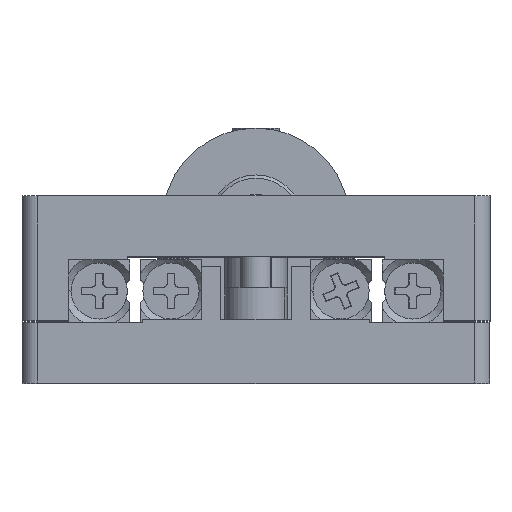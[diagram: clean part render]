
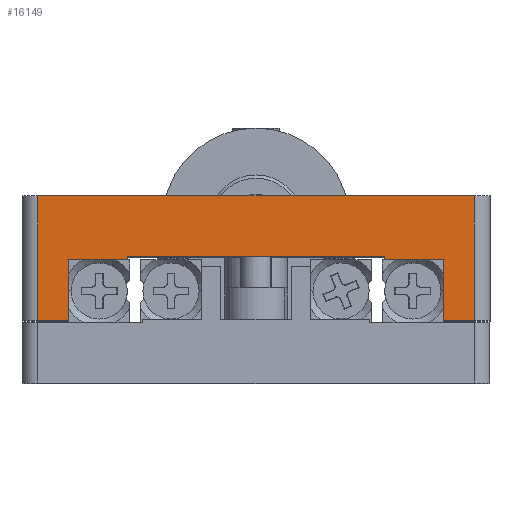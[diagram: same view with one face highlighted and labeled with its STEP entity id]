
A CAD part, top view. The second image highlights one B-rep face of the part: STEP entity #16149.
In plain terms, the highlighted planar face has unit normal (0, 0, 1).
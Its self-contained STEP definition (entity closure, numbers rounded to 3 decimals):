
#852 = EDGE_CURVE ( 'NONE', #7173, #27924, #14980, .T. ) ;
#867 = LINE ( 'NONE', #4255, #27581 ) ;
#900 = CARTESIAN_POINT ( 'NONE',  ( 8.25, 7.9, 15. ) ) ;
#1510 = ORIENTED_EDGE ( 'NONE', *, *, #2194, .F. ) ;
#2194 = EDGE_CURVE ( 'NONE', #22588, #7173, #28081, .T. ) ;
#2284 = FACE_OUTER_BOUND ( 'NONE', #17399, .T. ) ;
#2319 = LINE ( 'NONE', #17921, #13823 ) ;
#2332 = CARTESIAN_POINT ( 'NONE',  ( -12., 4., 15. ) ) ;
#2398 = VERTEX_POINT ( 'NONE', #13172 ) ;
#2903 = EDGE_CURVE ( 'NONE', #5732, #20485, #14204, .T. ) ;
#3042 = CARTESIAN_POINT ( 'NONE',  ( 12., 4., 15. ) ) ;
#3205 = EDGE_CURVE ( 'NONE', #2398, #17137, #24759, .T. ) ;
#3576 = EDGE_CURVE ( 'NONE', #27590, #18443, #7040, .T. ) ;
#3750 = LINE ( 'NONE', #9673, #22156 ) ;
#3927 = CARTESIAN_POINT ( 'NONE',  ( 14., 4., 15. ) ) ;
#3950 = LINE ( 'NONE', #10851, #5399 ) ;
#4084 = VERTEX_POINT ( 'NONE', #25210 ) ;
#4255 = CARTESIAN_POINT ( 'NONE',  ( -12., 7.9, 15. ) ) ;
#4256 = EDGE_CURVE ( 'NONE', #28911, #27590, #2319, .T. ) ;
#4498 = CARTESIAN_POINT ( 'NONE',  ( -15., 4., 15. ) ) ;
#5399 = VECTOR ( 'NONE', #20228, 1000. ) ;
#5732 = VERTEX_POINT ( 'NONE', #2332 ) ;
#7040 = LINE ( 'NONE', #27656, #24728 ) ;
#7173 = VERTEX_POINT ( 'NONE', #23025 ) ;
#7292 = LINE ( 'NONE', #24216, #8415 ) ;
#7946 = ORIENTED_EDGE ( 'NONE', *, *, #9189, .F. ) ;
#8415 = VECTOR ( 'NONE', #17068, 1000. ) ;
#9189 = EDGE_CURVE ( 'NONE', #4084, #5732, #3950, .T. ) ;
#9673 = CARTESIAN_POINT ( 'NONE',  ( 14., 12., 15. ) ) ;
#10375 = DIRECTION ( 'NONE',  ( 0., 1., 0. ) ) ;
#10851 = CARTESIAN_POINT ( 'NONE',  ( -12., 7.9, 15. ) ) ;
#11011 = VECTOR ( 'NONE', #10375, 1000. ) ;
#11102 = ORIENTED_EDGE ( 'NONE', *, *, #2903, .F. ) ;
#11434 = DIRECTION ( 'NONE',  ( -1., 0., 0. ) ) ;
#11883 = DIRECTION ( 'NONE',  ( 0., 1., 0. ) ) ;
#11923 = VECTOR ( 'NONE', #14970, 1000. ) ;
#12195 = VECTOR ( 'NONE', #24017, 1000. ) ;
#12881 = CARTESIAN_POINT ( 'NONE',  ( 8.25, 7.9, 15. ) ) ;
#13018 = EDGE_CURVE ( 'NONE', #17133, #4084, #867, .T. ) ;
#13172 = CARTESIAN_POINT ( 'NONE',  ( -14., 12., 15. ) ) ;
#13302 = DIRECTION ( 'NONE',  ( 0., -1., 0. ) ) ;
#13597 = CARTESIAN_POINT ( 'NONE',  ( -14., 4., 15. ) ) ;
#13616 = ORIENTED_EDGE ( 'NONE', *, *, #4256, .F. ) ;
#13823 = VECTOR ( 'NONE', #29657, 1000. ) ;
#14204 = LINE ( 'NONE', #4498, #23814 ) ;
#14416 = DIRECTION ( 'NONE',  ( 0., 0., 1. ) ) ;
#14619 = PLANE ( 'NONE',  #17307 ) ;
#14970 = DIRECTION ( 'NONE',  ( -1., 0., 0. ) ) ;
#14980 = LINE ( 'NONE', #26303, #11011 ) ;
#15716 = DIRECTION ( 'NONE',  ( 1., 0., 0. ) ) ;
#16086 = VECTOR ( 'NONE', #15716, 1000. ) ;
#16149 = ADVANCED_FACE ( 'NONE', ( #2284 ), #14619, .T. ) ;
#17068 = DIRECTION ( 'NONE',  ( 0., -1., 0. ) ) ;
#17084 = ORIENTED_EDGE ( 'NONE', *, *, #28367, .T. ) ;
#17133 = VERTEX_POINT ( 'NONE', #25263 ) ;
#17137 = VERTEX_POINT ( 'NONE', #20011 ) ;
#17221 = LINE ( 'NONE', #13597, #29444 ) ;
#17307 = AXIS2_PLACEMENT_3D ( 'NONE', #900, #14416, #25927 ) ;
#17399 = EDGE_LOOP ( 'NONE', ( #21225, #17084, #11102, #7946, #25596, #18538, #18705, #13616, #23735, #18092, #1510, #26056 ) ) ;
#17921 = CARTESIAN_POINT ( 'NONE',  ( 8.25, 8.1, 15. ) ) ;
#18092 = ORIENTED_EDGE ( 'NONE', *, *, #852, .F. ) ;
#18443 = VERTEX_POINT ( 'NONE', #21377 ) ;
#18476 = DIRECTION ( 'NONE',  ( -1., 0., 0. ) ) ;
#18538 = ORIENTED_EDGE ( 'NONE', *, *, #21785, .F. ) ;
#18705 = ORIENTED_EDGE ( 'NONE', *, *, #3576, .F. ) ;
#20011 = CARTESIAN_POINT ( 'NONE',  ( 14., 12., 15. ) ) ;
#20228 = DIRECTION ( 'NONE',  ( 0., -1., 0. ) ) ;
#20485 = VERTEX_POINT ( 'NONE', #29331 ) ;
#20582 = LINE ( 'NONE', #21641, #11923 ) ;
#21225 = ORIENTED_EDGE ( 'NONE', *, *, #3205, .F. ) ;
#21377 = CARTESIAN_POINT ( 'NONE',  ( -8.25, 8.1, 15. ) ) ;
#21641 = CARTESIAN_POINT ( 'NONE',  ( 8.25, 7.9, 15. ) ) ;
#21785 = EDGE_CURVE ( 'NONE', #18443, #17133, #7292, .T. ) ;
#22156 = VECTOR ( 'NONE', #11883, 1000. ) ;
#22588 = VERTEX_POINT ( 'NONE', #3927 ) ;
#22700 = DIRECTION ( 'NONE',  ( -1., 0., 0. ) ) ;
#23025 = CARTESIAN_POINT ( 'NONE',  ( 12., 4., 15. ) ) ;
#23735 = ORIENTED_EDGE ( 'NONE', *, *, #25783, .F. ) ;
#23814 = VECTOR ( 'NONE', #11434, 1000. ) ;
#23870 = CARTESIAN_POINT ( 'NONE',  ( 8.25, 8.1, 15. ) ) ;
#24017 = DIRECTION ( 'NONE',  ( -1., 0., 0. ) ) ;
#24033 = EDGE_CURVE ( 'NONE', #22588, #17137, #3750, .T. ) ;
#24216 = CARTESIAN_POINT ( 'NONE',  ( -8.25, 8.1, 15. ) ) ;
#24728 = VECTOR ( 'NONE', #18476, 1000. ) ;
#24759 = LINE ( 'NONE', #29507, #16086 ) ;
#25210 = CARTESIAN_POINT ( 'NONE',  ( -12., 7.9, 15. ) ) ;
#25263 = CARTESIAN_POINT ( 'NONE',  ( -8.25, 7.9, 15. ) ) ;
#25596 = ORIENTED_EDGE ( 'NONE', *, *, #13018, .F. ) ;
#25783 = EDGE_CURVE ( 'NONE', #27924, #28911, #20582, .T. ) ;
#25927 = DIRECTION ( 'NONE',  ( 1., 0., 0. ) ) ;
#26056 = ORIENTED_EDGE ( 'NONE', *, *, #24033, .T. ) ;
#26303 = CARTESIAN_POINT ( 'NONE',  ( 12., 7.9, 15. ) ) ;
#27581 = VECTOR ( 'NONE', #22700, 1000. ) ;
#27590 = VERTEX_POINT ( 'NONE', #23870 ) ;
#27656 = CARTESIAN_POINT ( 'NONE',  ( -8.25, 8.1, 15. ) ) ;
#27924 = VERTEX_POINT ( 'NONE', #27972 ) ;
#27972 = CARTESIAN_POINT ( 'NONE',  ( 12., 7.9, 15. ) ) ;
#28081 = LINE ( 'NONE', #3042, #12195 ) ;
#28367 = EDGE_CURVE ( 'NONE', #2398, #20485, #17221, .T. ) ;
#28911 = VERTEX_POINT ( 'NONE', #12881 ) ;
#29331 = CARTESIAN_POINT ( 'NONE',  ( -14., 4., 15. ) ) ;
#29444 = VECTOR ( 'NONE', #13302, 1000. ) ;
#29507 = CARTESIAN_POINT ( 'NONE',  ( -15., 12., 15. ) ) ;
#29657 = DIRECTION ( 'NONE',  ( 0., 1., 0. ) ) ;
